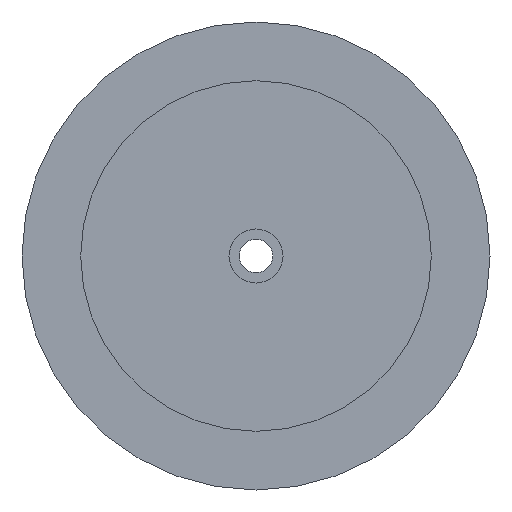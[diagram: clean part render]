
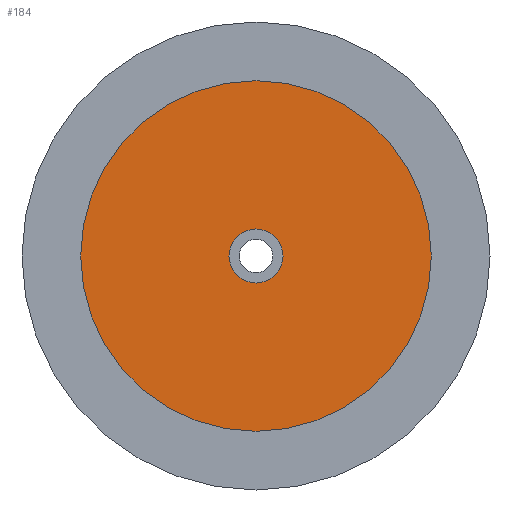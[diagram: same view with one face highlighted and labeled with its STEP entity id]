
A CAD part, front view. The second image highlights one B-rep face of the part: STEP entity #184.
In plain terms, the highlighted planar face has unit normal (0, -1, 0).
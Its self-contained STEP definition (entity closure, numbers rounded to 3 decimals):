
#28=FACE_BOUND('',#55,.T.);
#33=PLANE('',#266);
#42=FACE_OUTER_BOUND('',#54,.T.);
#54=EDGE_LOOP('',(#150,#151));
#55=EDGE_LOOP('',(#152));
#78=CIRCLE('',#256,3.175);
#85=CIRCLE('',#267,20.6);
#86=CIRCLE('',#268,20.6);
#94=VERTEX_POINT('',#359);
#101=VERTEX_POINT('',#380);
#102=VERTEX_POINT('',#381);
#111=EDGE_CURVE('',#94,#94,#78,.T.);
#120=EDGE_CURVE('',#101,#102,#85,.T.);
#121=EDGE_CURVE('',#102,#101,#86,.T.);
#150=ORIENTED_EDGE('',*,*,#120,.F.);
#151=ORIENTED_EDGE('',*,*,#121,.F.);
#152=ORIENTED_EDGE('',*,*,#111,.T.);
#184=ADVANCED_FACE('',(#42,#28),#33,.T.);
#256=AXIS2_PLACEMENT_3D('',#361,#293,#294);
#266=AXIS2_PLACEMENT_3D('',#379,#315,#316);
#267=AXIS2_PLACEMENT_3D('',#382,#317,#318);
#268=AXIS2_PLACEMENT_3D('',#383,#319,#320);
#293=DIRECTION('center_axis',(0.,1.,0.));
#294=DIRECTION('ref_axis',(-1.,0.,0.));
#315=DIRECTION('center_axis',(0.,-1.,0.));
#316=DIRECTION('ref_axis',(0.,0.,-1.));
#317=DIRECTION('center_axis',(0.,1.,0.));
#318=DIRECTION('ref_axis',(1.,0.,0.));
#319=DIRECTION('center_axis',(0.,1.,0.));
#320=DIRECTION('ref_axis',(1.,0.,0.));
#359=CARTESIAN_POINT('',(3.175,2.5,0.));
#361=CARTESIAN_POINT('Origin',(0.,2.5,0.));
#379=CARTESIAN_POINT('Origin',(-20.6,2.5,0.));
#380=CARTESIAN_POINT('',(-20.6,2.5,0.));
#381=CARTESIAN_POINT('',(20.6,2.5,0.));
#382=CARTESIAN_POINT('Origin',(0.,2.5,0.));
#383=CARTESIAN_POINT('Origin',(0.,2.5,0.));
